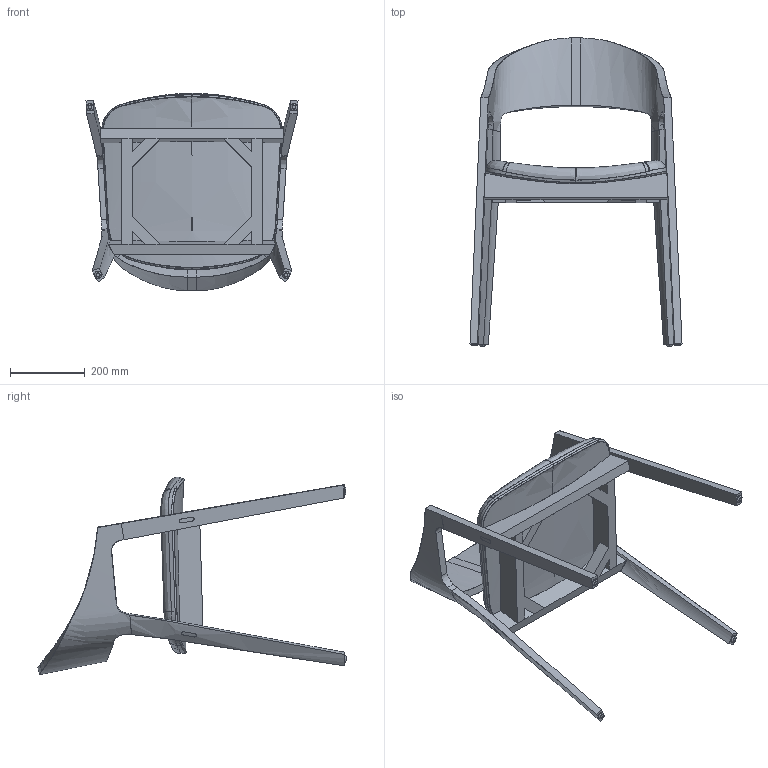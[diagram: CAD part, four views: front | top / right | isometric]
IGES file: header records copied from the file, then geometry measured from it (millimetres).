
Start section: SolidWorks IGES file using analytic representation for surfaces
Global section: file name: CH001.IGS; native system: SolidWorks 2022; preprocessor: SolidWorks 2022; author: Design.Exclusivo; date: 230711.084044; units: millimetre
Bounding box: 567.3 x 824.06 x 527.83 mm (x, y, z)
Surface area: 1328171 mm2 (no closed solid volume)
Topology: 0 solids, 0 shells, 407 faces, 9495 edges, 9483 vertices
Faces by surface type: bspline 253, revolution 154
